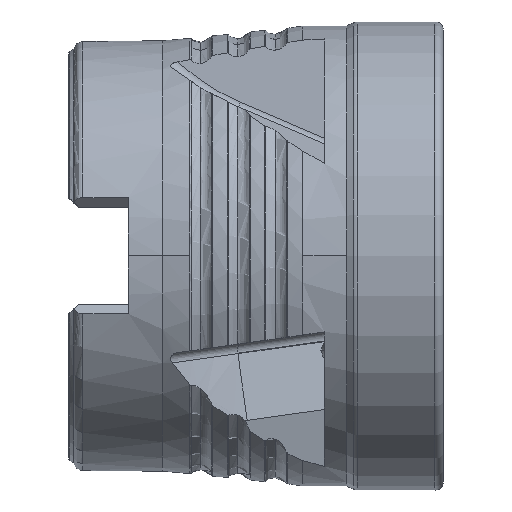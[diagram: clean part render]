
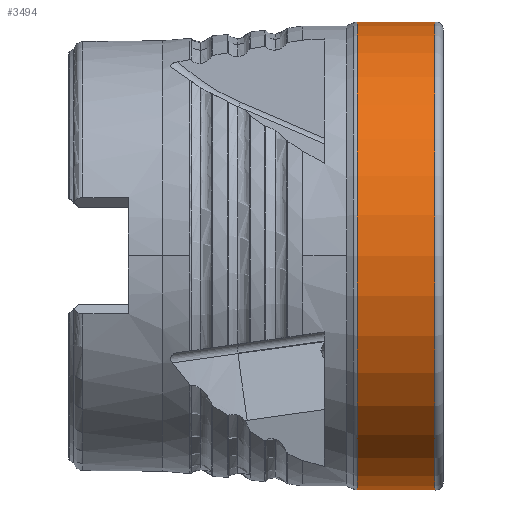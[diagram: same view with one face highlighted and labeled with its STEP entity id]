
A CAD part, top view. The second image highlights one B-rep face of the part: STEP entity #3494.
In plain terms, the highlighted cylindrical face has radius 25 mm (diameter 50 mm), a partial arc.
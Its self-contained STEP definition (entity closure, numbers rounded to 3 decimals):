
#1298 = EDGE_CURVE ( 'NONE', #4585, #4522, #3710, .T. ) ;
#1405 = EDGE_CURVE ( 'NONE', #4658, #4562, #4780, .T. ) ;
#1516 = LINE ( 'NONE', #1519, #4830 ) ;
#1519 = CARTESIAN_POINT ( 'NONE',  ( 0., 25., 0. ) ) ;
#1520 = DIRECTION ( 'NONE',  ( 1., 0., 0. ) ) ;
#1715 = DIRECTION ( 'NONE',  ( 1., 0., 0. ) ) ;
#1718 = CYLINDRICAL_SURFACE ( 'NONE', #6081, 25. ) ;
#1720 = FACE_OUTER_BOUND ( 'NONE', #6171, .T. ) ;
#1723 = CARTESIAN_POINT ( 'NONE',  ( 0., 0., 0. ) ) ;
#1726 = DIRECTION ( 'NONE',  ( 0., 1., 0. ) ) ;
#2479 = CARTESIAN_POINT ( 'NONE',  ( 0.85, 0., 0. ) ) ;
#2480 = DIRECTION ( 'NONE',  ( 1., 0., 0. ) ) ;
#2481 = DIRECTION ( 'NONE',  ( 0., 1., 0. ) ) ;
#3462 = EDGE_CURVE ( 'NONE', #4585, #4658, #1516, .T. ) ;
#3494 = ADVANCED_FACE ( 'NONE', ( #1720 ), #1718, .T. ) ;
#3525 = VECTOR ( 'NONE', #6276, 1000. ) ;
#3710 = CIRCLE ( 'NONE', #3712, 25. ) ;
#3712 = AXIS2_PLACEMENT_3D ( 'NONE', #5870, #5880, #5875 ) ;
#4351 = EDGE_CURVE ( 'NONE', #4522, #4562, #6274, .T. ) ;
#4522 = VERTEX_POINT ( 'NONE', #6816 ) ;
#4562 = VERTEX_POINT ( 'NONE', #6870 ) ;
#4585 = VERTEX_POINT ( 'NONE', #6888 ) ;
#4658 = VERTEX_POINT ( 'NONE', #6940 ) ;
#4779 = AXIS2_PLACEMENT_3D ( 'NONE', #2479, #2480, #2481 ) ;
#4780 = CIRCLE ( 'NONE', #4779, 25. ) ;
#4830 = VECTOR ( 'NONE', #1520, 1000. ) ;
#5095 = ORIENTED_EDGE ( 'NONE', *, *, #4351, .T. ) ;
#5156 = ORIENTED_EDGE ( 'NONE', *, *, #1298, .T. ) ;
#5241 = ORIENTED_EDGE ( 'NONE', *, *, #3462, .F. ) ;
#5265 = ORIENTED_EDGE ( 'NONE', *, *, #1405, .F. ) ;
#5870 = CARTESIAN_POINT ( 'NONE',  ( -7.455, 0., 0. ) ) ;
#5875 = DIRECTION ( 'NONE',  ( 0., 1., 0. ) ) ;
#5880 = DIRECTION ( 'NONE',  ( 1., 0., 0. ) ) ;
#6081 = AXIS2_PLACEMENT_3D ( 'NONE', #1723, #1715, #1726 ) ;
#6171 = EDGE_LOOP ( 'NONE', ( #5156, #5095, #5265, #5241 ) ) ;
#6274 = LINE ( 'NONE', #6275, #3525 ) ;
#6275 = CARTESIAN_POINT ( 'NONE',  ( 0., -25., 0. ) ) ;
#6276 = DIRECTION ( 'NONE',  ( 1., 0., 0. ) ) ;
#6816 = CARTESIAN_POINT ( 'NONE',  ( -7.455, -25., 0. ) ) ;
#6870 = CARTESIAN_POINT ( 'NONE',  ( 0.85, -25., 0. ) ) ;
#6888 = CARTESIAN_POINT ( 'NONE',  ( -7.455, 25., 0. ) ) ;
#6940 = CARTESIAN_POINT ( 'NONE',  ( 0.85, 25., 0. ) ) ;
